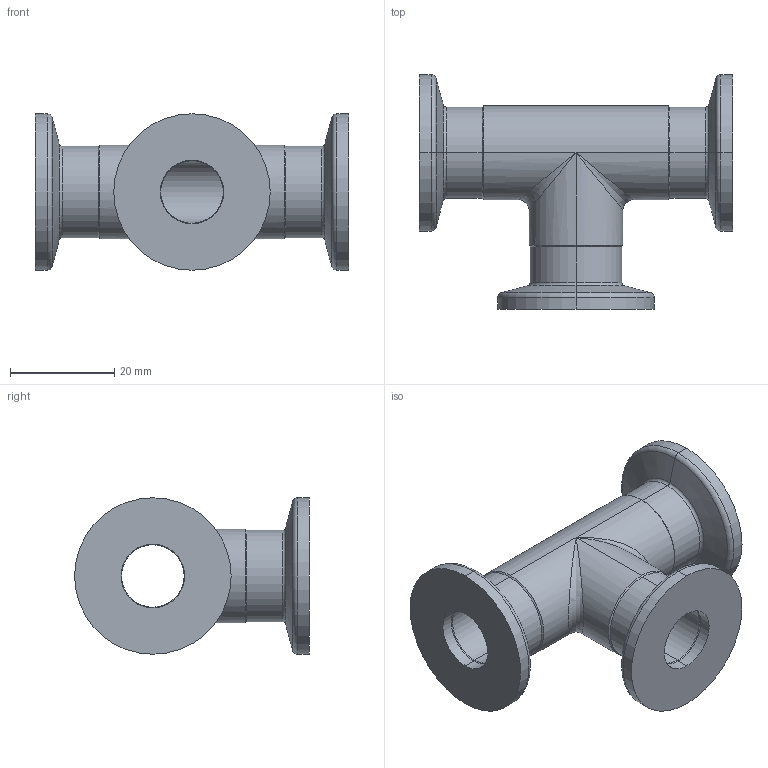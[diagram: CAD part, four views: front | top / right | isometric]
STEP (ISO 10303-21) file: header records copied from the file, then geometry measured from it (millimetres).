
FILE_DESCRIPTION (( 'STEP AP214' ), '1' );
FILE_NAME ('110RTS010.stp', '2013-12-03T08:37:53', ( '' ), ( '' ), 'SwSTEP 2.0', 'SolidWorks 2013', '' );
FILE_SCHEMA (( 'AUTOMOTIVE_DESIGN' ));
Length unit declared in the file: millimetre
Products named in the file (1): 110RTS010
Bounding box: 60 x 45 x 30 mm (x, y, z)
Volume: 16080.8 mm3; surface area: 10706 mm2
Topology: 1 solids, 1 shells, 63 faces, 130 edges, 64 vertices
Faces by surface type: cylinder 28, torus 18, cone 12, plane 3, bspline 2
Entity records: 1834 total; most frequent: CARTESIAN_POINT 474, DIRECTION 322, ORIENTED_EDGE 252, AXIS2_PLACEMENT_3D 140, EDGE_CURVE 126, CIRCLE 78, EDGE_LOOP 66, VERTEX_POINT 64
